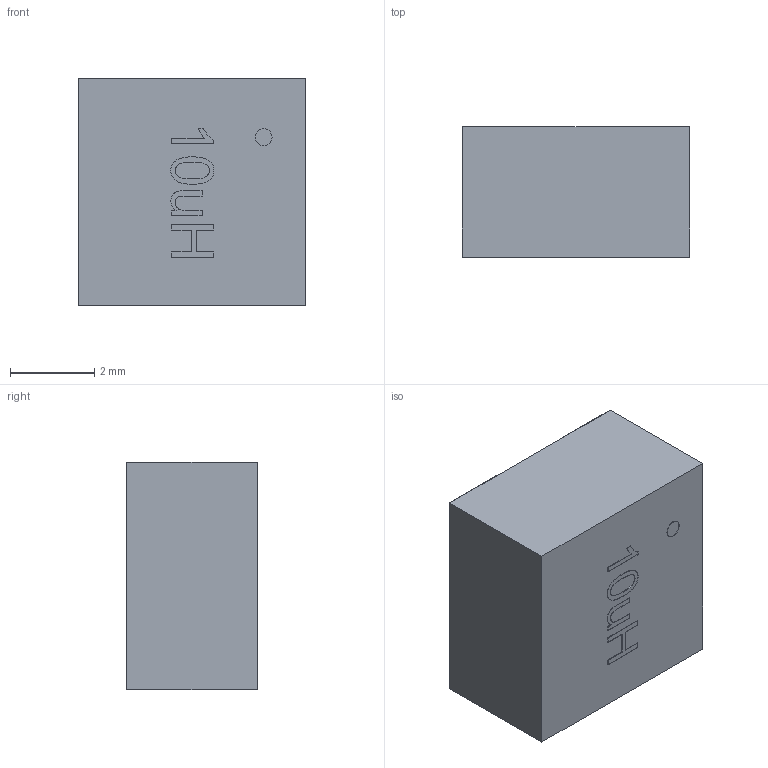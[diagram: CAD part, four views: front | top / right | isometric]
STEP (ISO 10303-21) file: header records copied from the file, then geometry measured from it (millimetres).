
FILE_DESCRIPTION(('HOOPS Exchange Step'),'2;1');
FILE_NAME('temp_export','2022-03-29T18:49:52+02:00',('lukas'),('Shapr3D Limited'),'HOOPS Exchange 2021.2','Shapr3D','Authorized');
FILE_SCHEMA( ('AP203_CONFIGURATION_CONTROLLED_3D_DESIGN_OF_MECHANICAL_PARTS_AND_ASSEMBLIES_MIM_LF') );
Length unit declared in the file: millimetre
Products named in the file (3): text; induktor; 5C240D35-54E8-4731-AC01-FAA3D3CD0927.tmp
Assembly tree (2 placements, depth 3):
  5C240D35-54E8-4731-AC01-FAA3D3CD0927.tmp
    induktor
      text
Bounding box: 5.4 x 3.12 x 5.4 mm (x, y, z)
Volume: 90.6 mm3; surface area: 162.5 mm2
Topology: 8 solids, 8 shells, 72 faces, 188 edges, 138 vertices
Faces by surface type: plane 61, bspline 10, cylinder 1
Full cylindrical faces by diameter (mm): 0.4 x1
Entity records: 2566 total; most frequent: CARTESIAN_POINT 761, ORIENTED_EDGE 376, DIRECTION 293, EDGE_CURVE 188, VECTOR 153, LINE 153, VERTEX_POINT 138, EDGE_LOOP 80
